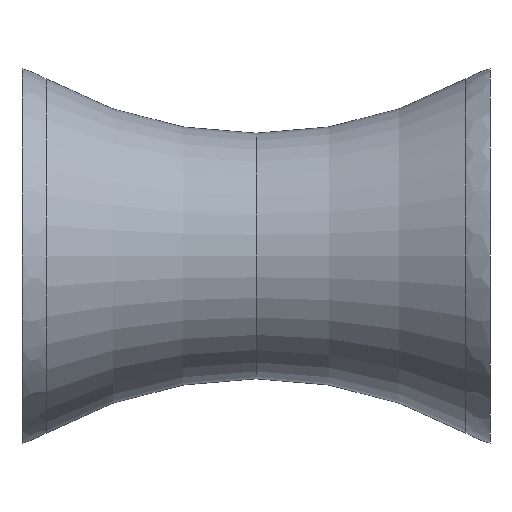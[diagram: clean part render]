
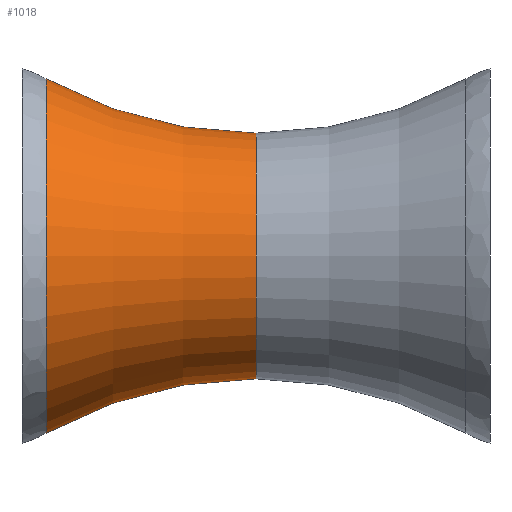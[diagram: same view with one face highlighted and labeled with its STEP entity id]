
A CAD part, front view. The second image highlights one B-rep face of the part: STEP entity #1018.
In plain terms, the highlighted toroidal (fillet/blend) face has major radius 47.5 mm and minor radius 37 mm.
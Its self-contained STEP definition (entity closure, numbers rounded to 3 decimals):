
#37 = DIRECTION ( 'NONE',  ( 0., 0., 1. ) ) ;
#46 = VERTEX_POINT ( 'NONE', #269 ) ;
#208 = CARTESIAN_POINT ( 'NONE',  ( 0., 0., 0. ) ) ;
#269 = CARTESIAN_POINT ( 'NONE',  ( 0., 0., -10.5 ) ) ;
#285 = CIRCLE ( 'NONE', #658, 37. ) ;
#294 = ORIENTED_EDGE ( 'NONE', *, *, #721, .F. ) ;
#300 = DIRECTION ( 'NONE',  ( 0., 1., 0. ) ) ;
#305 = FACE_OUTER_BOUND ( 'NONE', #812, .T. ) ;
#316 = AXIS2_PLACEMENT_3D ( 'NONE', #503, #1297, #1423 ) ;
#327 = VERTEX_POINT ( 'NONE', #478 ) ;
#389 = CARTESIAN_POINT ( 'NONE',  ( 0., 0., 10.5 ) ) ;
#406 = DIRECTION ( 'NONE',  ( 0., 0., 1. ) ) ;
#467 = CIRCLE ( 'NONE', #709, 10.5 ) ;
#478 = CARTESIAN_POINT ( 'NONE',  ( -17.947, 0., -15.144 ) ) ;
#498 = ORIENTED_EDGE ( 'NONE', *, *, #604, .T. ) ;
#503 = CARTESIAN_POINT ( 'NONE',  ( -17.947, 0., 0. ) ) ;
#532 = VERTEX_POINT ( 'NONE', #389 ) ;
#549 = ORIENTED_EDGE ( 'NONE', *, *, #619, .T. ) ;
#604 = EDGE_CURVE ( 'NONE', #46, #532, #467, .T. ) ;
#619 = EDGE_CURVE ( 'NONE', #327, #46, #285, .T. ) ;
#658 = AXIS2_PLACEMENT_3D ( 'NONE', #1250, #300, #406 ) ;
#664 = CARTESIAN_POINT ( 'NONE',  ( 0., 0., 47.5 ) ) ;
#709 = AXIS2_PLACEMENT_3D ( 'NONE', #987, #882, #37 ) ;
#721 = EDGE_CURVE ( 'NONE', #990, #532, #786, .T. ) ;
#786 = CIRCLE ( 'NONE', #840, 37. ) ;
#812 = EDGE_LOOP ( 'NONE', ( #549, #498, #294, #957 ) ) ;
#840 = AXIS2_PLACEMENT_3D ( 'NONE', #664, #897, #1258 ) ;
#882 = DIRECTION ( 'NONE',  ( -1., 0., 0. ) ) ;
#897 = DIRECTION ( 'NONE',  ( 0., -1., 0. ) ) ;
#928 = DIRECTION ( 'NONE',  ( 0., 0., 1. ) ) ;
#957 = ORIENTED_EDGE ( 'NONE', *, *, #1240, .T. ) ;
#987 = CARTESIAN_POINT ( 'NONE',  ( 0., 0., 0. ) ) ;
#990 = VERTEX_POINT ( 'NONE', #1023 ) ;
#992 = CIRCLE ( 'NONE', #316, 15.144 ) ;
#1018 = ADVANCED_FACE ( 'NONE', ( #305 ), #1257, .F. ) ;
#1023 = CARTESIAN_POINT ( 'NONE',  ( -17.947, 0., 15.144 ) ) ;
#1094 = AXIS2_PLACEMENT_3D ( 'NONE', #208, #1271, #928 ) ;
#1240 = EDGE_CURVE ( 'NONE', #990, #327, #992, .T. ) ;
#1250 = CARTESIAN_POINT ( 'NONE',  ( 0., 0., -47.5 ) ) ;
#1257 = TOROIDAL_SURFACE ( 'NONE', #1094, 47.5, 37. ) ;
#1258 = DIRECTION ( 'NONE',  ( 0., 0., -1. ) ) ;
#1271 = DIRECTION ( 'NONE',  ( -1., 0., 0. ) ) ;
#1297 = DIRECTION ( 'NONE',  ( 1., 0., 0. ) ) ;
#1423 = DIRECTION ( 'NONE',  ( 0., 0., -1. ) ) ;
